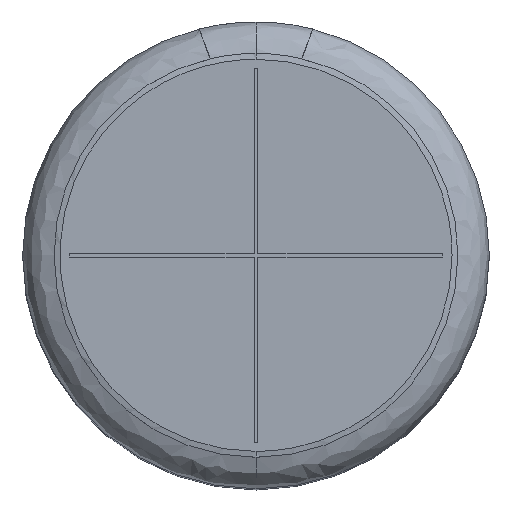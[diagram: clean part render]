
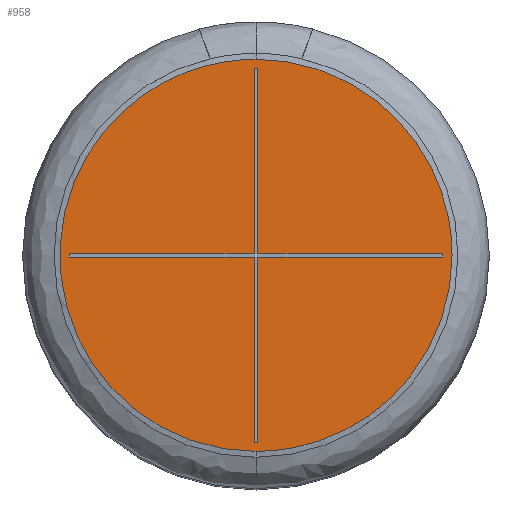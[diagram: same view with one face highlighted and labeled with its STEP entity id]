
A CAD part, top view. The second image highlights one B-rep face of the part: STEP entity #958.
In plain terms, the highlighted planar face has unit normal (0, 0, 1).
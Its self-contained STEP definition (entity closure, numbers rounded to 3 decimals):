
#738 = VERTEX_POINT ( 'NONE', #3825 ) ;
#769 = VERTEX_POINT ( 'NONE', #3992 ) ;
#777 = VERTEX_POINT ( 'NONE', #4023 ) ;
#779 = EDGE_CURVE ( 'NONE', #807, #777, #4024, .T. ) ;
#789 = EDGE_CURVE ( 'NONE', #738, #807, #4040, .T. ) ;
#807 = VERTEX_POINT ( 'NONE', #4071 ) ;
#812 = EDGE_CURVE ( 'NONE', #829, #838, #4057, .T. ) ;
#822 = EDGE_CURVE ( 'NONE', #769, #829, #4128, .T. ) ;
#828 = EDGE_CURVE ( 'NONE', #842, #850, #4121, .T. ) ;
#829 = VERTEX_POINT ( 'NONE', #4169 ) ;
#836 = EDGE_CURVE ( 'NONE', #850, #769, #4148, .T. ) ;
#838 = VERTEX_POINT ( 'NONE', #4151 ) ;
#842 = VERTEX_POINT ( 'NONE', #4170 ) ;
#844 = EDGE_CURVE ( 'NONE', #777, #842, #4187, .T. ) ;
#850 = VERTEX_POINT ( 'NONE', #4188 ) ;
#892 = EDGE_CURVE ( 'NONE', #895, #738, #4389, .T. ) ;
#895 = VERTEX_POINT ( 'NONE', #4435 ) ;
#897 = VERTEX_POINT ( 'NONE', #4434 ) ;
#898 = EDGE_CURVE ( 'NONE', #897, #7357, #4429, .T. ) ;
#901 = EDGE_CURVE ( 'NONE', #907, #904, #4456, .T. ) ;
#904 = VERTEX_POINT ( 'NONE', #4451 ) ;
#906 = VERTEX_POINT ( 'NONE', #4443 ) ;
#907 = VERTEX_POINT ( 'NONE', #4440 ) ;
#910 = EDGE_CURVE ( 'NONE', #838, #906, #4017, .T. ) ;
#917 = EDGE_CURVE ( 'NONE', #906, #907, #4467, .T. ) ;
#932 = ORIENTED_EDGE ( 'NONE', *, *, #901, .T. ) ;
#940 = ORIENTED_EDGE ( 'NONE', *, *, #970, .T. ) ;
#941 = ORIENTED_EDGE ( 'NONE', *, *, #789, .T. ) ;
#942 = ORIENTED_EDGE ( 'NONE', *, *, #828, .T. ) ;
#943 = ORIENTED_EDGE ( 'NONE', *, *, #822, .T. ) ;
#944 = ORIENTED_EDGE ( 'NONE', *, *, #812, .T. ) ;
#945 = ORIENTED_EDGE ( 'NONE', *, *, #844, .T. ) ;
#946 = ORIENTED_EDGE ( 'NONE', *, *, #917, .T. ) ;
#947 = ORIENTED_EDGE ( 'NONE', *, *, #836, .T. ) ;
#951 = ORIENTED_EDGE ( 'NONE', *, *, #7352, .F. ) ;
#953 = EDGE_LOOP ( 'NONE', ( #940, #961, #941, #959, #945, #942, #947, #943, #944, #1005, #946, #932 ) ) ;
#956 = EDGE_LOOP ( 'NONE', ( #966, #951, #962 ) ) ;
#958 = ADVANCED_FACE ( 'NONE', ( #4529, #4532 ), #4533, .T. ) ;
#959 = ORIENTED_EDGE ( 'NONE', *, *, #779, .T. ) ;
#960 = EDGE_CURVE ( 'NONE', #7349, #897, #4571, .T. ) ;
#961 = ORIENTED_EDGE ( 'NONE', *, *, #892, .T. ) ;
#962 = ORIENTED_EDGE ( 'NONE', *, *, #898, .F. ) ;
#966 = ORIENTED_EDGE ( 'NONE', *, *, #960, .F. ) ;
#970 = EDGE_CURVE ( 'NONE', #904, #895, #4635, .T. ) ;
#1005 = ORIENTED_EDGE ( 'NONE', *, *, #910, .T. ) ;
#3825 = CARTESIAN_POINT ( 'NONE',  ( -200.696, -89.097, 9.88 ) ) ;
#3964 = CARTESIAN_POINT ( 'NONE',  ( -200.596, -94.097, 9.88 ) ) ;
#3973 = VECTOR ( 'NONE', #4006, 1000. ) ;
#3992 = CARTESIAN_POINT ( 'NONE',  ( -200.596, -94.147, 9.88 ) ) ;
#4006 = DIRECTION ( 'NONE',  ( 0., 1., 0. ) ) ;
#4007 = CARTESIAN_POINT ( 'NONE',  ( -200.696, -94.097, 9.88 ) ) ;
#4015 = DIRECTION ( 'NONE',  ( 0., -1., 0. ) ) ;
#4016 = VECTOR ( 'NONE', #4015, 1000. ) ;
#4017 = LINE ( 'NONE', #4007, #3973 ) ;
#4023 = CARTESIAN_POINT ( 'NONE',  ( -200.596, -94.047, 9.88 ) ) ;
#4024 = LINE ( 'NONE', #3964, #4016 ) ;
#4037 = DIRECTION ( 'NONE',  ( 1., 0., 0. ) ) ;
#4038 = VECTOR ( 'NONE', #4037, 1000. ) ;
#4039 = CARTESIAN_POINT ( 'NONE',  ( -198.021, -89.097, 9.88 ) ) ;
#4040 = LINE ( 'NONE', #4039, #4038 ) ;
#4055 = VECTOR ( 'NONE', #4116, 1000. ) ;
#4056 = CARTESIAN_POINT ( 'NONE',  ( -198.021, -99.097, 9.88 ) ) ;
#4057 = LINE ( 'NONE', #4056, #4055 ) ;
#4060 = VECTOR ( 'NONE', #4122, 1000. ) ;
#4071 = CARTESIAN_POINT ( 'NONE',  ( -200.596, -89.097, 9.88 ) ) ;
#4087 = DIRECTION ( 'NONE',  ( 0., -1., 0. ) ) ;
#4094 = CARTESIAN_POINT ( 'NONE',  ( -200.596, -94.097, 9.88 ) ) ;
#4109 = CARTESIAN_POINT ( 'NONE',  ( -195.646, -94.097, 9.88 ) ) ;
#4116 = DIRECTION ( 'NONE',  ( -1., 0., 0. ) ) ;
#4121 = LINE ( 'NONE', #4109, #4124 ) ;
#4122 = DIRECTION ( 'NONE',  ( 0., -1., 0. ) ) ;
#4124 = VECTOR ( 'NONE', #4087, 1000. ) ;
#4128 = LINE ( 'NONE', #4094, #4060 ) ;
#4140 = DIRECTION ( 'NONE',  ( -1., 0., 0. ) ) ;
#4141 = VECTOR ( 'NONE', #4140, 1000. ) ;
#4147 = CARTESIAN_POINT ( 'NONE',  ( -198.021, -94.147, 9.88 ) ) ;
#4148 = LINE ( 'NONE', #4147, #4141 ) ;
#4151 = CARTESIAN_POINT ( 'NONE',  ( -200.696, -99.097, 9.88 ) ) ;
#4169 = CARTESIAN_POINT ( 'NONE',  ( -200.596, -99.097, 9.88 ) ) ;
#4170 = CARTESIAN_POINT ( 'NONE',  ( -195.646, -94.047, 9.88 ) ) ;
#4185 = DIRECTION ( 'NONE',  ( 1., 0., 0. ) ) ;
#4186 = CARTESIAN_POINT ( 'NONE',  ( -198.021, -94.047, 9.88 ) ) ;
#4187 = LINE ( 'NONE', #4186, #4226 ) ;
#4188 = CARTESIAN_POINT ( 'NONE',  ( -195.646, -94.147, 9.88 ) ) ;
#4226 = VECTOR ( 'NONE', #4185, 1000. ) ;
#4389 = LINE ( 'NONE', #4432, #4431 ) ;
#4421 = CARTESIAN_POINT ( 'NONE',  ( -200.646, -99.347, 9.88 ) ) ;
#4422 = CARTESIAN_POINT ( 'NONE',  ( -197.57, -99.347, 9.88 ) ) ;
#4423 = CARTESIAN_POINT ( 'NONE',  ( -195.396, -97.173, 9.88 ) ) ;
#4424 = CARTESIAN_POINT ( 'NONE',  ( -195.396, -94.097, 9.88 ) ) ;
#4429 =( BOUNDED_CURVE ( )  B_SPLINE_CURVE ( 3, ( #4424, #4423, #4422, #4421 ),
 .UNSPECIFIED., .F., .F. ) 
 B_SPLINE_CURVE_WITH_KNOTS ( ( 4, 4 ),
 ( 0., 1. ),
 .UNSPECIFIED. ) 
 CURVE ( )  GEOMETRIC_REPRESENTATION_ITEM ( )  RATIONAL_B_SPLINE_CURVE ( ( 1., 0.805, 0.805, 1. ) ) 
 REPRESENTATION_ITEM ( '' )  );
#4430 = DIRECTION ( 'NONE',  ( 0., 1., 0. ) ) ;
#4431 = VECTOR ( 'NONE', #4430, 1000. ) ;
#4432 = CARTESIAN_POINT ( 'NONE',  ( -200.696, -94.097, 9.88 ) ) ;
#4434 = CARTESIAN_POINT ( 'NONE',  ( -195.396, -94.097, 9.88 ) ) ;
#4435 = CARTESIAN_POINT ( 'NONE',  ( -200.696, -94.047, 9.88 ) ) ;
#4440 = CARTESIAN_POINT ( 'NONE',  ( -205.646, -94.147, 9.88 ) ) ;
#4443 = CARTESIAN_POINT ( 'NONE',  ( -200.696, -94.147, 9.88 ) ) ;
#4448 = DIRECTION ( 'NONE',  ( 0., 1., 0. ) ) ;
#4449 = VECTOR ( 'NONE', #4448, 1000. ) ;
#4451 = CARTESIAN_POINT ( 'NONE',  ( -205.646, -94.047, 9.88 ) ) ;
#4455 = CARTESIAN_POINT ( 'NONE',  ( -205.646, -94.097, 9.88 ) ) ;
#4456 = LINE ( 'NONE', #4455, #4449 ) ;
#4464 = DIRECTION ( 'NONE',  ( -1., 0., 0. ) ) ;
#4465 = VECTOR ( 'NONE', #4464, 1000. ) ;
#4466 = CARTESIAN_POINT ( 'NONE',  ( -198.021, -94.147, 9.88 ) ) ;
#4467 = LINE ( 'NONE', #4466, #4465 ) ;
#4529 = FACE_OUTER_BOUND ( 'NONE', #956, .T. ) ;
#4532 = FACE_BOUND ( 'NONE', #953, .T. ) ;
#4533 = PLANE ( 'NONE',  #4559 ) ;
#4559 = AXIS2_PLACEMENT_3D ( 'NONE', #4574, #4573, #4572 ) ;
#4565 = CARTESIAN_POINT ( 'NONE',  ( -200.646, -88.847, 9.88 ) ) ;
#4571 =( BOUNDED_CURVE ( )  B_SPLINE_CURVE ( 3, ( #4565, #4604, #4603, #4602 ),
 .UNSPECIFIED., .F., .F. ) 
 B_SPLINE_CURVE_WITH_KNOTS ( ( 4, 4 ),
 ( 0., 1. ),
 .UNSPECIFIED. ) 
 CURVE ( )  GEOMETRIC_REPRESENTATION_ITEM ( )  RATIONAL_B_SPLINE_CURVE ( ( 1., 0.805, 0.805, 1. ) ) 
 REPRESENTATION_ITEM ( '' )  );
#4572 = DIRECTION ( 'NONE',  ( 1., 0., 0. ) ) ;
#4573 = DIRECTION ( 'NONE',  ( 0., 0., 1. ) ) ;
#4574 = CARTESIAN_POINT ( 'NONE',  ( -198.021, -94.097, 9.88 ) ) ;
#4602 = CARTESIAN_POINT ( 'NONE',  ( -195.396, -94.097, 9.88 ) ) ;
#4603 = CARTESIAN_POINT ( 'NONE',  ( -195.396, -91.022, 9.88 ) ) ;
#4604 = CARTESIAN_POINT ( 'NONE',  ( -197.57, -88.847, 9.88 ) ) ;
#4632 = DIRECTION ( 'NONE',  ( 1., 0., 0. ) ) ;
#4633 = VECTOR ( 'NONE', #4632, 1000. ) ;
#4634 = CARTESIAN_POINT ( 'NONE',  ( -198.021, -94.047, 9.88 ) ) ;
#4635 = LINE ( 'NONE', #4634, #4633 ) ;
#6666 = CARTESIAN_POINT ( 'NONE',  ( -200.646, -88.847, 9.88 ) ) ;
#6705 = CARTESIAN_POINT ( 'NONE',  ( -200.646, -99.347, 9.88 ) ) ;
#6735 = CARTESIAN_POINT ( 'NONE',  ( -200.646, -88.847, 9.88 ) ) ;
#6736 = CARTESIAN_POINT ( 'NONE',  ( -211.146, -88.847, 9.88 ) ) ;
#6737 = CARTESIAN_POINT ( 'NONE',  ( -211.146, -99.347, 9.88 ) ) ;
#6738 = CARTESIAN_POINT ( 'NONE',  ( -200.646, -99.347, 9.88 ) ) ;
#6739 =( BOUNDED_CURVE ( )  B_SPLINE_CURVE ( 3, ( #6738, #6737, #6736, #6735 ),
 .UNSPECIFIED., .F., .T. ) 
 B_SPLINE_CURVE_WITH_KNOTS ( ( 4, 4 ),
 ( 0., 1. ),
 .UNSPECIFIED. ) 
 CURVE ( )  GEOMETRIC_REPRESENTATION_ITEM ( )  RATIONAL_B_SPLINE_CURVE ( ( 1., 0.333, 0.333, 1. ) ) 
 REPRESENTATION_ITEM ( '' )  );
#7349 = VERTEX_POINT ( 'NONE', #6666 ) ;
#7352 = EDGE_CURVE ( 'NONE', #7357, #7349, #6739, .T. ) ;
#7357 = VERTEX_POINT ( 'NONE', #6705 ) ;
